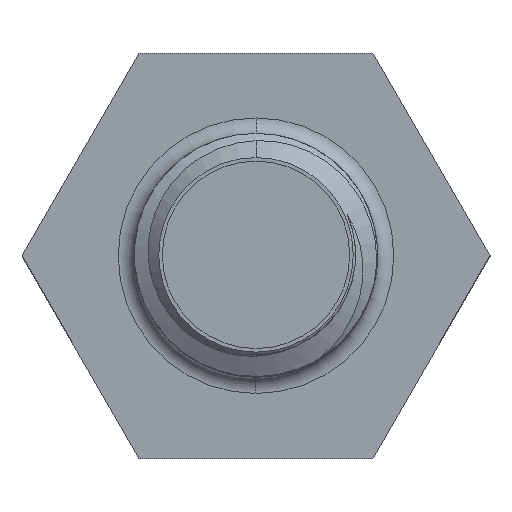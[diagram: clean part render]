
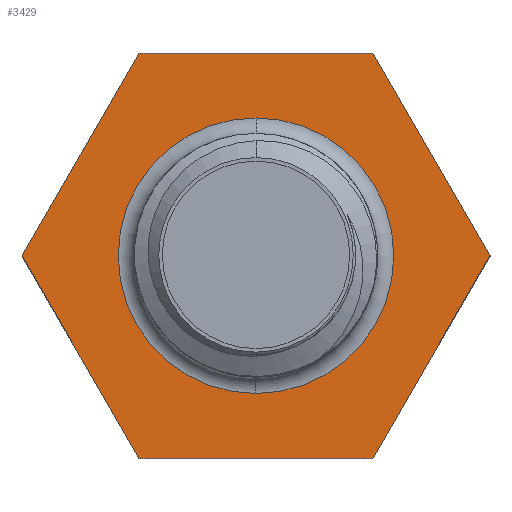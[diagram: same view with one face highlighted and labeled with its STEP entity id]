
A CAD part, top view. The second image highlights one B-rep face of the part: STEP entity #3429.
In plain terms, the highlighted planar face has unit normal (0, 0, 1).
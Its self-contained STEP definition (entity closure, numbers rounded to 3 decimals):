
#11=DIRECTION('',(0.5,0.866,0.));
#12=VECTOR('',#11,2.887);
#13=CARTESIAN_POINT('',(-2.887,0.,0.));
#14=LINE('',#13,#12);
#19=DIRECTION('',(1.,0.,0.));
#20=VECTOR('',#19,2.887);
#21=CARTESIAN_POINT('',(-1.443,2.5,0.));
#22=LINE('',#21,#20);
#26=DIRECTION('',(0.5,-0.866,0.));
#27=VECTOR('',#26,2.887);
#28=CARTESIAN_POINT('',(1.443,2.5,0.));
#29=LINE('',#28,#27);
#33=DIRECTION('',(-0.5,-0.866,0.));
#34=VECTOR('',#33,2.887);
#35=CARTESIAN_POINT('',(2.887,0.,0.));
#36=LINE('',#35,#34);
#40=DIRECTION('',(-1.,0.,0.));
#41=VECTOR('',#40,2.887);
#42=CARTESIAN_POINT('',(1.443,-2.5,0.));
#43=LINE('',#42,#41);
#47=DIRECTION('',(-0.5,0.866,0.));
#48=VECTOR('',#47,2.887);
#49=CARTESIAN_POINT('',(-1.443,-2.5,0.));
#50=LINE('',#49,#48);
#1127=CARTESIAN_POINT('',(0.,0.,0.));
#1128=DIRECTION('',(0.,0.,1.));
#1129=DIRECTION('',(0.,-1.,0.));
#1130=AXIS2_PLACEMENT_3D('',#1127,#1128,#1129);
#1151=CARTESIAN_POINT('',(0.,0.,0.));
#1152=DIRECTION('',(0.,0.,1.));
#1153=DIRECTION('',(0.,1.,0.));
#1154=AXIS2_PLACEMENT_3D('',#1151,#1152,#1153);
#3258=CARTESIAN_POINT('',(-2.887,0.,0.));
#3259=CARTESIAN_POINT('',(-1.443,2.5,0.));
#3260=VERTEX_POINT('',#3258);
#3261=VERTEX_POINT('',#3259);
#3262=CARTESIAN_POINT('',(1.443,2.5,0.));
#3263=VERTEX_POINT('',#3262);
#3264=CARTESIAN_POINT('',(2.887,0.,0.));
#3265=VERTEX_POINT('',#3264);
#3266=CARTESIAN_POINT('',(1.443,-2.5,0.));
#3267=VERTEX_POINT('',#3266);
#3268=CARTESIAN_POINT('',(-1.443,-2.5,0.));
#3269=VERTEX_POINT('',#3268);
#3292=CARTESIAN_POINT('',(0.,-1.7,0.));
#3293=CARTESIAN_POINT('',(0.,1.7,0.));
#3294=VERTEX_POINT('',#3292);
#3295=VERTEX_POINT('',#3293);
#3404=CARTESIAN_POINT('',(0.,0.,0.));
#3405=DIRECTION('',(0.,0.,-1.));
#3406=DIRECTION('',(-1.,0.,0.));
#3407=AXIS2_PLACEMENT_3D('',#3404,#3405,#3406);
#3408=PLANE('',#3407);
#3410=ORIENTED_EDGE('',*,*,#3409,.T.);
#3412=ORIENTED_EDGE('',*,*,#3411,.T.);
#3414=ORIENTED_EDGE('',*,*,#3413,.T.);
#3416=ORIENTED_EDGE('',*,*,#3415,.T.);
#3418=ORIENTED_EDGE('',*,*,#3417,.T.);
#3420=ORIENTED_EDGE('',*,*,#3419,.T.);
#3421=EDGE_LOOP('',(#3410,#3412,#3414,#3416,#3418,#3420));
#3422=FACE_OUTER_BOUND('',#3421,.F.);
#3424=ORIENTED_EDGE('',*,*,#3423,.T.);
#3426=ORIENTED_EDGE('',*,*,#3425,.T.);
#3427=EDGE_LOOP('',(#3424,#3426));
#3428=FACE_BOUND('',#3427,.F.);
#3429=ADVANCED_FACE('',(#3422,#3428),#3408,.F.);
#1131=CIRCLE('',#1130,1.7);
#1155=CIRCLE('',#1154,1.7);
#3409=EDGE_CURVE('',#3260,#3261,#14,.T.);
#3411=EDGE_CURVE('',#3261,#3263,#22,.T.);
#3413=EDGE_CURVE('',#3263,#3265,#29,.T.);
#3415=EDGE_CURVE('',#3265,#3267,#36,.T.);
#3417=EDGE_CURVE('',#3267,#3269,#43,.T.);
#3419=EDGE_CURVE('',#3269,#3260,#50,.T.);
#3423=EDGE_CURVE('',#3294,#3295,#1131,.T.);
#3425=EDGE_CURVE('',#3295,#3294,#1155,.T.);
